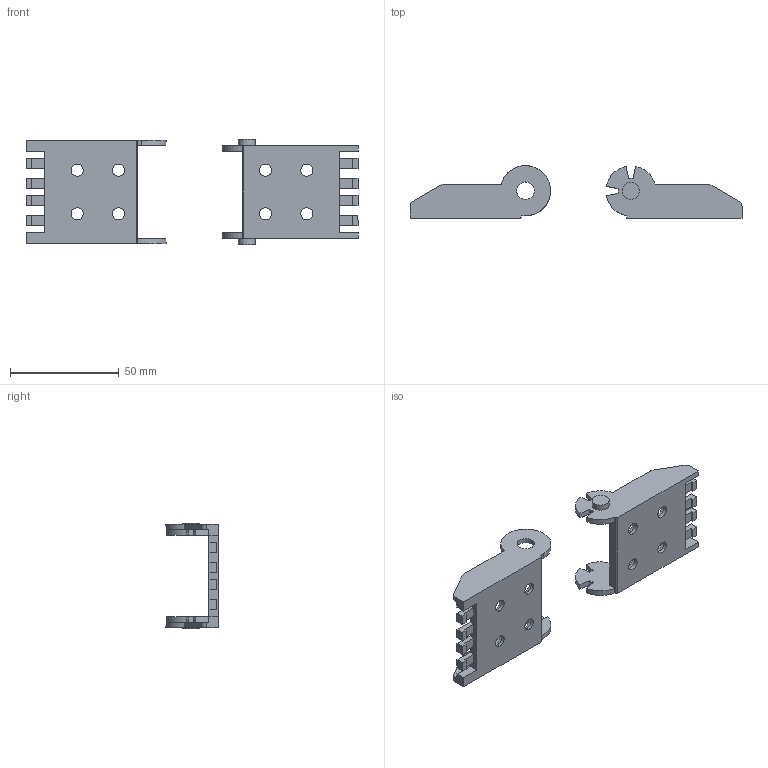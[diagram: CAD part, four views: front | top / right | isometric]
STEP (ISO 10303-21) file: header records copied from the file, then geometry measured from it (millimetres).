
FILE_DESCRIPTION (( 'STEP AP203' ), '1' );
FILE_NAME ('CDC-KAZ-0.7X1.5.step', '2024-04-09T20:14:24', ( '' ), ( '' ), 'SwSTEP 2.0', 'SolidWorks 2023', '' );
FILE_SCHEMA (( 'CONFIG_CONTROL_DESIGN' ));
Length unit declared in the file: inch
Products named in the file (3): CDC-KAZ-0.7X1.5; CDC-KAZ-0.7X1.5_Female; CDC-KAZ-0.7X1.5_Male
Assembly tree (2 placements, depth 2):
  CDC-KAZ-0.7X1.5
    CDC-KAZ-0.7X1.5_Male
    CDC-KAZ-0.7X1.5_Female
Bounding box: 152.4 x 24.1 x 48.2 mm (x, y, z)
Volume: 24310.5 mm3; surface area: 18420.2 mm2
Topology: 2 solids, 2 shells, 176 faces, 486 edges, 324 vertices
Faces by surface type: plane 116, cylinder 60
Entity records: 5969 total; most frequent: CARTESIAN_POINT 991, DIRECTION 976, ORIENTED_EDGE 972, EDGE_CURVE 486, VECTOR 358, LINE 358, VERTEX_POINT 324, AXIS2_PLACEMENT_3D 309
